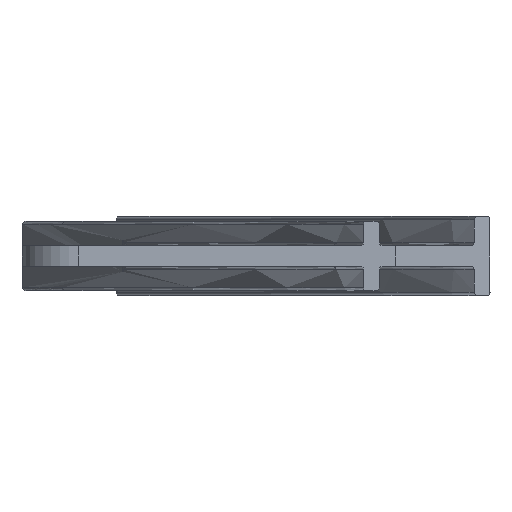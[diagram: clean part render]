
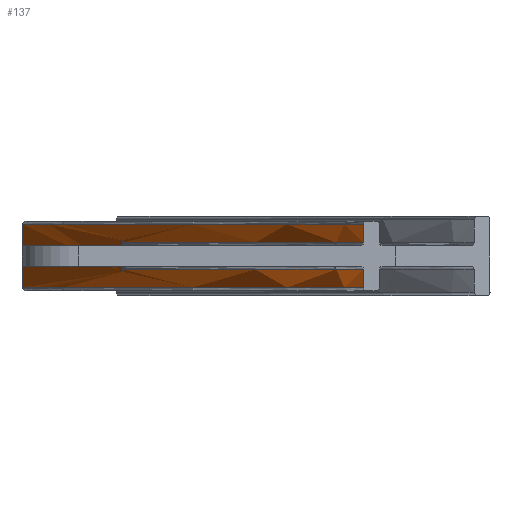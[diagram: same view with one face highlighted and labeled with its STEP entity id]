
A CAD part, left-side view. The second image highlights one B-rep face of the part: STEP entity #137.
In plain terms, the highlighted cylindrical face has radius 710 mm (diameter 1420 mm), a partial arc.
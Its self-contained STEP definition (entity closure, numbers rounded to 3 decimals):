
#5 = CARTESIAN_POINT ( 'NONE',  ( -155.865, -174.59, 112.5 ) ) ;
#6 = DIRECTION ( 'NONE',  ( 0., 0., -1. ) ) ;
#31 = EDGE_CURVE ( 'NONE', #4557, #2581, #4230, .T. ) ;
#54 = AXIS2_PLACEMENT_3D ( 'NONE', #66, #3057, #4119 ) ;
#66 = CARTESIAN_POINT ( 'NONE',  ( -475.474, 459.405, 122.5 ) ) ;
#131 = DIRECTION ( 'NONE',  ( 0., 0., -1. ) ) ;
#137 = ADVANCED_FACE ( 'NONE', ( #2171 ), #4275, .F. ) ;
#185 = ORIENTED_EDGE ( 'NONE', *, *, #2749, .F. ) ;
#202 = VECTOR ( 'NONE', #4422, 1000. ) ;
#225 = DIRECTION ( 'NONE',  ( 0., 0., -1. ) ) ;
#325 = CARTESIAN_POINT ( 'NONE',  ( -155.865, -174.59, 116.75 ) ) ;
#465 = DIRECTION ( 'NONE',  ( 0., 0., -1. ) ) ;
#481 = VERTEX_POINT ( 'NONE', #4678 ) ;
#510 = ORIENTED_EDGE ( 'NONE', *, *, #4075, .T. ) ;
#521 = EDGE_CURVE ( 'NONE', #4258, #4557, #3164, .T. ) ;
#604 = ORIENTED_EDGE ( 'NONE', *, *, #1751, .T. ) ;
#652 = CIRCLE ( 'NONE', #4216, 710. ) ;
#676 = ORIENTED_EDGE ( 'NONE', *, *, #1135, .F. ) ;
#760 = LINE ( 'NONE', #4400, #202 ) ;
#765 = ORIENTED_EDGE ( 'NONE', *, *, #2151, .F. ) ;
#884 = CIRCLE ( 'NONE', #2249, 710. ) ;
#902 = VERTEX_POINT ( 'NONE', #1922 ) ;
#905 = CARTESIAN_POINT ( 'NONE',  ( -475.474, -250.595, 108.25 ) ) ;
#933 = CARTESIAN_POINT ( 'NONE',  ( -155.865, -174.59, 108.25 ) ) ;
#979 = DIRECTION ( 'NONE',  ( 0., 0., -1. ) ) ;
#1047 = EDGE_CURVE ( 'NONE', #3957, #902, #4282, .T. ) ;
#1069 = CARTESIAN_POINT ( 'NONE',  ( -475.474, 459.405, 100. ) ) ;
#1081 = CARTESIAN_POINT ( 'NONE',  ( -155.865, -174.59, 117.5 ) ) ;
#1089 = CARTESIAN_POINT ( 'NONE',  ( -99.231, -142.709, 122.5 ) ) ;
#1099 = VERTEX_POINT ( 'NONE', #325 ) ;
#1106 = AXIS2_PLACEMENT_3D ( 'NONE', #4321, #3570, #2567 ) ;
#1135 = EDGE_CURVE ( 'NONE', #1344, #2731, #3691, .T. ) ;
#1152 = CARTESIAN_POINT ( 'NONE',  ( -475.474, 459.405, 122.5 ) ) ;
#1236 = DIRECTION ( 'NONE',  ( -1., 0., 0. ) ) ;
#1269 = CARTESIAN_POINT ( 'NONE',  ( -155.426, -174.368, 117.5 ) ) ;
#1305 = CARTESIAN_POINT ( 'NONE',  ( -475.474, 459.405, 107.5 ) ) ;
#1344 = VERTEX_POINT ( 'NONE', #1987 ) ;
#1438 = EDGE_CURVE ( 'NONE', #2108, #2999, #760, .T. ) ;
#1490 = ORIENTED_EDGE ( 'NONE', *, *, #521, .F. ) ;
#1573 = CARTESIAN_POINT ( 'NONE',  ( -155.426, -174.368, 107.5 ) ) ;
#1625 = ORIENTED_EDGE ( 'NONE', *, *, #4484, .F. ) ;
#1630 = CIRCLE ( 'NONE', #2616, 710. ) ;
#1751 = EDGE_CURVE ( 'NONE', #1344, #3957, #4345, .T. ) ;
#1754 = DIRECTION ( 'NONE',  ( 0., 0., -1. ) ) ;
#1784 = AXIS2_PLACEMENT_3D ( 'NONE', #4494, #3703, #2232 ) ;
#1816 = DIRECTION ( 'NONE',  ( 0., 0., -1. ) ) ;
#1842 = CARTESIAN_POINT ( 'NONE',  ( -475.474, -250.595, 116.75 ) ) ;
#1845 = ORIENTED_EDGE ( 'NONE', *, *, #3832, .F. ) ;
#1869 = AXIS2_PLACEMENT_3D ( 'NONE', #1069, #6, #4328 ) ;
#1891 = EDGE_CURVE ( 'NONE', #3489, #481, #884, .T. ) ;
#1922 = CARTESIAN_POINT ( 'NONE',  ( -120.233, -155.333, 102.5 ) ) ;
#1937 = VECTOR ( 'NONE', #225, 1000. ) ;
#1987 = CARTESIAN_POINT ( 'NONE',  ( -99.231, -142.709, 122.5 ) ) ;
#2108 = VERTEX_POINT ( 'NONE', #2985 ) ;
#2151 = EDGE_CURVE ( 'NONE', #2731, #2108, #652, .T. ) ;
#2171 = FACE_OUTER_BOUND ( 'NONE', #2679, .T. ) ;
#2211 = VECTOR ( 'NONE', #2547, 1000. ) ;
#2232 = DIRECTION ( 'NONE',  ( 1., 0., 0. ) ) ;
#2249 = AXIS2_PLACEMENT_3D ( 'NONE', #1305, #3867, #3917 ) ;
#2257 = CARTESIAN_POINT ( 'NONE',  ( -155.865, -174.59, 112.5 ) ) ;
#2355 = ORIENTED_EDGE ( 'NONE', *, *, #31, .F. ) ;
#2379 = ORIENTED_EDGE ( 'NONE', *, *, #4206, .F. ) ;
#2547 = DIRECTION ( 'NONE',  ( 0., 0., 1. ) ) ;
#2567 = DIRECTION ( 'NONE',  ( -1., 0., 0. ) ) ;
#2581 = VERTEX_POINT ( 'NONE', #4184 ) ;
#2616 = AXIS2_PLACEMENT_3D ( 'NONE', #3046, #131, #1236 ) ;
#2636 = DIRECTION ( 'NONE',  ( -1., 0., 0. ) ) ;
#2679 = EDGE_LOOP ( 'NONE', ( #1845, #3463, #3692, #765, #676, #604, #2707, #510, #2355, #1490, #185, #3028, #2379, #1625 ) ) ;
#2707 = ORIENTED_EDGE ( 'NONE', *, *, #1047, .T. ) ;
#2731 = VERTEX_POINT ( 'NONE', #3213 ) ;
#2749 = EDGE_CURVE ( 'NONE', #481, #4258, #4348, .T. ) ;
#2942 = CARTESIAN_POINT ( 'NONE',  ( -99.231, -142.709, 102.5 ) ) ;
#2985 = CARTESIAN_POINT ( 'NONE',  ( -475.474, -250.595, 122.5 ) ) ;
#2999 = VERTEX_POINT ( 'NONE', #1842 ) ;
#3028 = ORIENTED_EDGE ( 'NONE', *, *, #1891, .F. ) ;
#3046 = CARTESIAN_POINT ( 'NONE',  ( -475.474, 459.405, 102.5 ) ) ;
#3057 = DIRECTION ( 'NONE',  ( 0., 0., -1. ) ) ;
#3114 = VERTEX_POINT ( 'NONE', #1269 ) ;
#3130 = DIRECTION ( 'NONE',  ( 0., 0., 1. ) ) ;
#3164 = CIRCLE ( 'NONE', #1106, 710. ) ;
#3213 = CARTESIAN_POINT ( 'NONE',  ( -120.233, -155.333, 122.5 ) ) ;
#3261 = CARTESIAN_POINT ( 'NONE',  ( -475.474, 459.405, 116.75 ) ) ;
#3392 = EDGE_CURVE ( 'NONE', #1099, #2999, #3506, .T. ) ;
#3463 = ORIENTED_EDGE ( 'NONE', *, *, #3392, .T. ) ;
#3465 = AXIS2_PLACEMENT_3D ( 'NONE', #4339, #1754, #4027 ) ;
#3467 = LINE ( 'NONE', #2257, #3824 ) ;
#3488 = CARTESIAN_POINT ( 'NONE',  ( -475.474, -250.595, 108.25 ) ) ;
#3489 = VERTEX_POINT ( 'NONE', #1573 ) ;
#3502 = LINE ( 'NONE', #4161, #1937 ) ;
#3506 = CIRCLE ( 'NONE', #3954, 710. ) ;
#3540 = VECTOR ( 'NONE', #3674, 1000. ) ;
#3570 = DIRECTION ( 'NONE',  ( 0., 0., -1. ) ) ;
#3674 = DIRECTION ( 'NONE',  ( 0., 0., -1. ) ) ;
#3676 = DIRECTION ( 'NONE',  ( -1., 0., 0. ) ) ;
#3691 = CIRCLE ( 'NONE', #54, 710. ) ;
#3692 = ORIENTED_EDGE ( 'NONE', *, *, #1438, .F. ) ;
#3703 = DIRECTION ( 'NONE',  ( 0., 0., 1. ) ) ;
#3824 = VECTOR ( 'NONE', #3130, 1000. ) ;
#3832 = EDGE_CURVE ( 'NONE', #1099, #3913, #3467, .T. ) ;
#3867 = DIRECTION ( 'NONE',  ( 0., 0., -1. ) ) ;
#3913 = VERTEX_POINT ( 'NONE', #1081 ) ;
#3917 = DIRECTION ( 'NONE',  ( -1., 0., 0. ) ) ;
#3954 = AXIS2_PLACEMENT_3D ( 'NONE', #3261, #1816, #3676 ) ;
#3957 = VERTEX_POINT ( 'NONE', #2942 ) ;
#4027 = DIRECTION ( 'NONE',  ( -1., 0., 0. ) ) ;
#4075 = EDGE_CURVE ( 'NONE', #902, #2581, #1630, .T. ) ;
#4119 = DIRECTION ( 'NONE',  ( -1., 0., 0. ) ) ;
#4161 = CARTESIAN_POINT ( 'NONE',  ( -155.426, -174.368, 112.5 ) ) ;
#4184 = CARTESIAN_POINT ( 'NONE',  ( -475.474, -250.595, 102.5 ) ) ;
#4188 = VECTOR ( 'NONE', #979, 1000. ) ;
#4206 = EDGE_CURVE ( 'NONE', #3114, #3489, #3502, .T. ) ;
#4216 = AXIS2_PLACEMENT_3D ( 'NONE', #1152, #465, #2636 ) ;
#4230 = LINE ( 'NONE', #3488, #4188 ) ;
#4258 = VERTEX_POINT ( 'NONE', #933 ) ;
#4275 = CYLINDRICAL_SURFACE ( 'NONE', #1869, 710. ) ;
#4282 = CIRCLE ( 'NONE', #3465, 710. ) ;
#4285 = CIRCLE ( 'NONE', #1784, 710. ) ;
#4321 = CARTESIAN_POINT ( 'NONE',  ( -475.474, 459.405, 108.25 ) ) ;
#4328 = DIRECTION ( 'NONE',  ( -1., 0., 0. ) ) ;
#4339 = CARTESIAN_POINT ( 'NONE',  ( -475.474, 459.405, 102.5 ) ) ;
#4345 = LINE ( 'NONE', #1089, #3540 ) ;
#4348 = LINE ( 'NONE', #5, #2211 ) ;
#4400 = CARTESIAN_POINT ( 'NONE',  ( -475.474, -250.595, 122.5 ) ) ;
#4422 = DIRECTION ( 'NONE',  ( 0., 0., -1. ) ) ;
#4484 = EDGE_CURVE ( 'NONE', #3913, #3114, #4285, .T. ) ;
#4494 = CARTESIAN_POINT ( 'NONE',  ( -475.474, 459.405, 117.5 ) ) ;
#4557 = VERTEX_POINT ( 'NONE', #905 ) ;
#4678 = CARTESIAN_POINT ( 'NONE',  ( -155.865, -174.59, 107.5 ) ) ;
